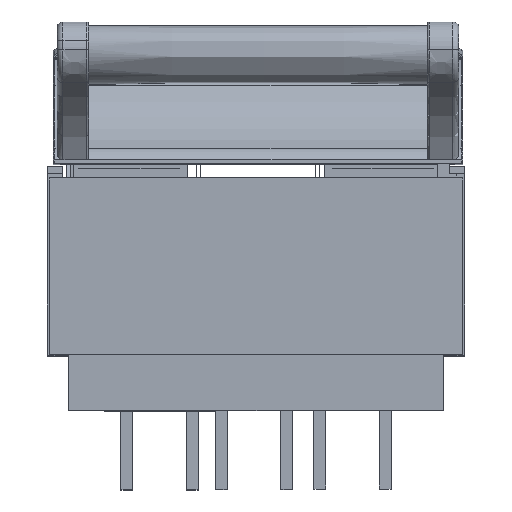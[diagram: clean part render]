
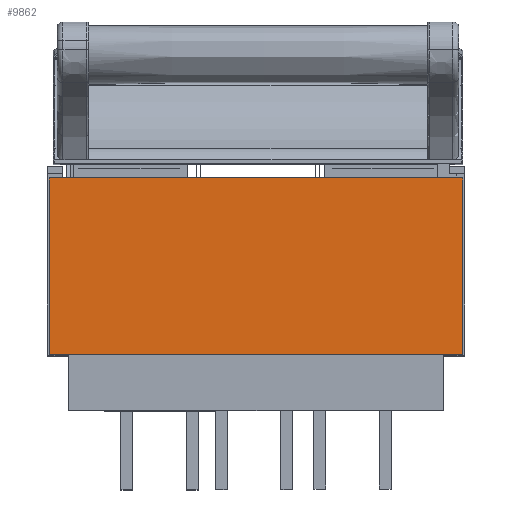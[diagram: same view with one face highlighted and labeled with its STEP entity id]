
A CAD part, top view. The second image highlights one B-rep face of the part: STEP entity #9862.
In plain terms, the highlighted planar face has unit normal (0, 0, 1).
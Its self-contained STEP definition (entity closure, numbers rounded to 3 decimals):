
#2678 = CARTESIAN_POINT ( 'NONE',  ( 0.52, 0., 174. ) ) ;
#7324 = CARTESIAN_POINT ( 'NONE',  ( 0.52, 0., 174. ) ) ;
#9862 = ADVANCED_FACE ( 'NONE', ( #24185 ), #24632, .T. ) ;
#11707 = ORIENTED_EDGE ( 'NONE', *, *, #125280, .F. ) ;
#12530 = CARTESIAN_POINT ( 'NONE',  ( 0.5, 45., 174. ) ) ;
#12596 = EDGE_CURVE ( 'NONE', #125963, #25638, #126935, .T. ) ;
#13335 = EDGE_LOOP ( 'NONE', ( #41755, #37495, #75478, #11707, #21170, #39254, #96916, #100879 ) ) ;
#13626 = CARTESIAN_POINT ( 'NONE',  ( 0.5, 45., 174. ) ) ;
#14283 = VECTOR ( 'NONE', #103884, 1000. ) ;
#15133 = VERTEX_POINT ( 'NONE', #46254 ) ;
#16960 = CARTESIAN_POINT ( 'NONE',  ( 105.52, 0., 174. ) ) ;
#18981 = LINE ( 'NONE', #117607, #42340 ) ;
#20188 = CARTESIAN_POINT ( 'NONE',  ( 105.52, 44., 174. ) ) ;
#20803 = EDGE_CURVE ( 'NONE', #103450, #104940, #35613, .T. ) ;
#20827 = VECTOR ( 'NONE', #103417, 1000. ) ;
#21170 = ORIENTED_EDGE ( 'NONE', *, *, #80700, .T. ) ;
#23478 = DIRECTION ( 'NONE',  ( -1., 0., 0. ) ) ;
#24185 = FACE_OUTER_BOUND ( 'NONE', #13335, .T. ) ;
#24632 = PLANE ( 'NONE',  #44539 ) ;
#25638 = VERTEX_POINT ( 'NONE', #67714 ) ;
#26493 = VERTEX_POINT ( 'NONE', #65938 ) ;
#33048 = LINE ( 'NONE', #112467, #59601 ) ;
#35613 = LINE ( 'NONE', #16960, #112054 ) ;
#35963 = CARTESIAN_POINT ( 'NONE',  ( 53., 40., 174. ) ) ;
#37495 = ORIENTED_EDGE ( 'NONE', *, *, #12596, .T. ) ;
#39254 = ORIENTED_EDGE ( 'NONE', *, *, #20803, .T. ) ;
#41755 = ORIENTED_EDGE ( 'NONE', *, *, #105620, .F. ) ;
#42340 = VECTOR ( 'NONE', #47834, 1000. ) ;
#44173 = CARTESIAN_POINT ( 'NONE',  ( 105.5, 44., 174. ) ) ;
#44539 = AXIS2_PLACEMENT_3D ( 'NONE', #35963, #105727, #45987 ) ;
#45987 = DIRECTION ( 'NONE',  ( 1., 0., 0. ) ) ;
#46254 = CARTESIAN_POINT ( 'NONE',  ( 0.52, 44., 174. ) ) ;
#47834 = DIRECTION ( 'NONE',  ( 0., 1., 0. ) ) ;
#48463 = CARTESIAN_POINT ( 'NONE',  ( 0.52, 0., 174. ) ) ;
#51712 = EDGE_CURVE ( 'NONE', #15133, #25638, #33048, .T. ) ;
#56979 = CARTESIAN_POINT ( 'NONE',  ( 105.52, 0., 174. ) ) ;
#58529 = DIRECTION ( 'NONE',  ( 1., 0., 0. ) ) ;
#59601 = VECTOR ( 'NONE', #23478, 1000. ) ;
#60467 = VECTOR ( 'NONE', #90638, 1000. ) ;
#65938 = CARTESIAN_POINT ( 'NONE',  ( 105.5, 45., 174. ) ) ;
#67714 = CARTESIAN_POINT ( 'NONE',  ( 0.5, 44., 174. ) ) ;
#72533 = LINE ( 'NONE', #48463, #75668 ) ;
#73575 = EDGE_CURVE ( 'NONE', #84209, #26493, #18981, .T. ) ;
#75478 = ORIENTED_EDGE ( 'NONE', *, *, #51712, .F. ) ;
#75668 = VECTOR ( 'NONE', #58529, 1000. ) ;
#77137 = DIRECTION ( 'NONE',  ( 0., 1., 0. ) ) ;
#80700 = EDGE_CURVE ( 'NONE', #81102, #103450, #72533, .T. ) ;
#81102 = VERTEX_POINT ( 'NONE', #7324 ) ;
#84209 = VERTEX_POINT ( 'NONE', #122980 ) ;
#86970 = LINE ( 'NONE', #110701, #60467 ) ;
#87028 = VECTOR ( 'NONE', #92488, 1000. ) ;
#90638 = DIRECTION ( 'NONE',  ( 1., 0., 0. ) ) ;
#92488 = DIRECTION ( 'NONE',  ( 0., 1., 0. ) ) ;
#93814 = LINE ( 'NONE', #44173, #14283 ) ;
#96916 = ORIENTED_EDGE ( 'NONE', *, *, #99258, .F. ) ;
#99258 = EDGE_CURVE ( 'NONE', #84209, #104940, #93814, .T. ) ;
#100879 = ORIENTED_EDGE ( 'NONE', *, *, #73575, .T. ) ;
#103417 = DIRECTION ( 'NONE',  ( 0., -1., 0. ) ) ;
#103450 = VERTEX_POINT ( 'NONE', #56979 ) ;
#103884 = DIRECTION ( 'NONE',  ( 1., 0., 0. ) ) ;
#104940 = VERTEX_POINT ( 'NONE', #20188 ) ;
#105620 = EDGE_CURVE ( 'NONE', #125963, #26493, #86970, .T. ) ;
#105727 = DIRECTION ( 'NONE',  ( 0., 0., 1. ) ) ;
#110701 = CARTESIAN_POINT ( 'NONE',  ( 0.5, 45., 174. ) ) ;
#112054 = VECTOR ( 'NONE', #77137, 1000. ) ;
#112467 = CARTESIAN_POINT ( 'NONE',  ( 0.52, 44., 174. ) ) ;
#116691 = LINE ( 'NONE', #2678, #87028 ) ;
#117607 = CARTESIAN_POINT ( 'NONE',  ( 105.5, 44., 174. ) ) ;
#122980 = CARTESIAN_POINT ( 'NONE',  ( 105.5, 44., 174. ) ) ;
#125280 = EDGE_CURVE ( 'NONE', #81102, #15133, #116691, .T. ) ;
#125963 = VERTEX_POINT ( 'NONE', #12530 ) ;
#126935 = LINE ( 'NONE', #13626, #20827 ) ;
